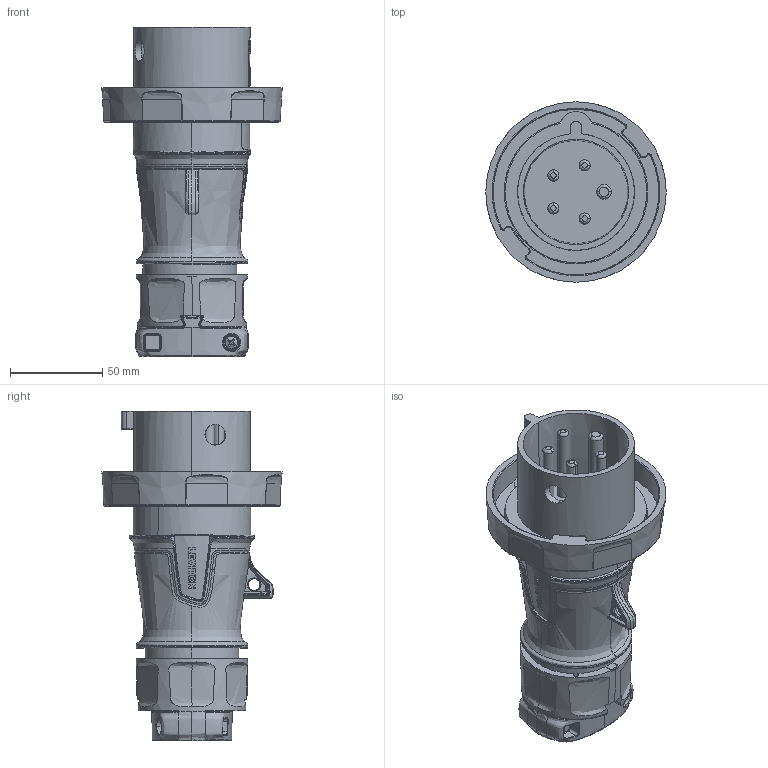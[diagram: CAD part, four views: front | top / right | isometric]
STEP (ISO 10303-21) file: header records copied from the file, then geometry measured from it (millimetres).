
FILE_DESCRIPTION (( 'STEP AP203' ), '1' );
FILE_NAME ('ORB4209-M01.STEP', '2019-02-26T14:41:52', ( '' ), ( '' ), 'SwSTEP 2.0', 'SolidWorks 2017', '' );
FILE_SCHEMA (( 'CONFIG_CONTROL_DESIGN' ));
Products named in the file (1): ORB4209-M01
Bounding box: 97.63 x 97.63 x 178.25 mm (x, y, z)
Volume: 427386.7 mm3; surface area: 76746.6 mm2
Topology: 1 solids, 3 shells, 1512 faces, 3937 edges, 2516 vertices
Faces by surface type: bspline 795, plane 489, cylinder 177, cone 51
Entity records: 109510 total; most frequent: CARTESIAN_POINT 79306, ORIENTED_EDGE 7846, EDGE_CURVE 3923, DIRECTION 3635, VERTEX_POINT 2516, B_SPLINE_CURVE_WITH_KNOTS 2056, EDGE_LOOP 1619, ADVANCED_FACE 1512
